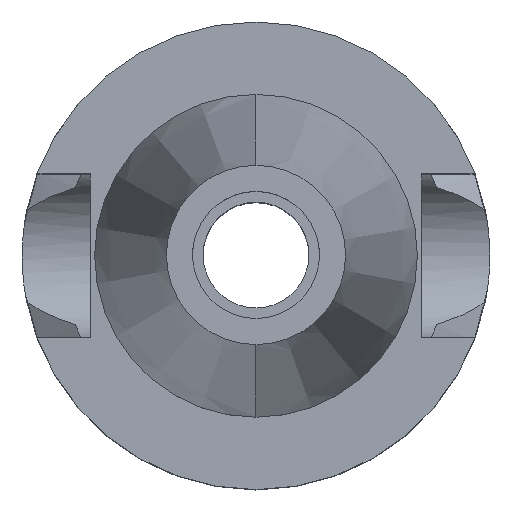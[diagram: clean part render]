
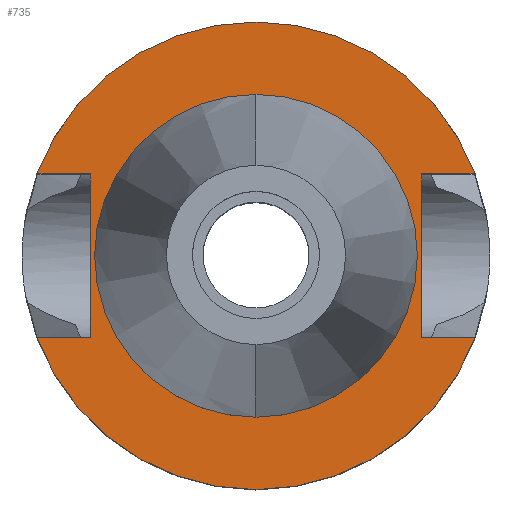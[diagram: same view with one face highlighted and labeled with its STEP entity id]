
A CAD part, top view. The second image highlights one B-rep face of the part: STEP entity #735.
In plain terms, the highlighted planar face has unit normal (0, 0, 1).
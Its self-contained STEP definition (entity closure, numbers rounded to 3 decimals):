
#45 = VERTEX_POINT ( 'NONE', #2918 ) ;
#54 = CIRCLE ( 'NONE', #1827, 15.875 ) ;
#76 = VERTEX_POINT ( 'NONE', #2884 ) ;
#109 = DIRECTION ( 'NONE',  ( 1., 0., 0. ) ) ;
#129 = CIRCLE ( 'NONE', #2830, 23. ) ;
#158 = DIRECTION ( 'NONE',  ( 0., 1., 0. ) ) ;
#201 = DIRECTION ( 'NONE',  ( 0., 0., 1. ) ) ;
#231 = VECTOR ( 'NONE', #109, 1000. ) ;
#260 = DIRECTION ( 'NONE',  ( 1., 0., 0. ) ) ;
#346 = CIRCLE ( 'NONE', #2852, 23. ) ;
#374 = EDGE_CURVE ( 'NONE', #1906, #76, #2836, .T. ) ;
#408 = ORIENTED_EDGE ( 'NONE', *, *, #805, .F. ) ;
#426 = EDGE_LOOP ( 'NONE', ( #1471, #1061, #1080, #1041, #1605, #408, #2266, #1263 ) ) ;
#440 = CARTESIAN_POINT ( 'NONE',  ( -16.3, -8.05, -1. ) ) ;
#443 = VECTOR ( 'NONE', #2686, 1000. ) ;
#459 = FACE_OUTER_BOUND ( 'NONE', #426, .T. ) ;
#592 = VECTOR ( 'NONE', #2120, 1000. ) ;
#701 = CARTESIAN_POINT ( 'NONE',  ( -16.3, 8.05, -1. ) ) ;
#735 = ADVANCED_FACE ( 'NONE', ( #459, #2763 ), #2515, .F. ) ;
#757 = DIRECTION ( 'NONE',  ( 0., 1., 0. ) ) ;
#788 = EDGE_CURVE ( 'NONE', #1615, #2810, #54, .T. ) ;
#805 = EDGE_CURVE ( 'NONE', #76, #2873, #346, .T. ) ;
#844 = EDGE_CURVE ( 'NONE', #1315, #1906, #1349, .T. ) ;
#912 = DIRECTION ( 'NONE',  ( 0., -1., 0. ) ) ;
#1031 = CARTESIAN_POINT ( 'NONE',  ( 0., 15.875, -1. ) ) ;
#1041 = ORIENTED_EDGE ( 'NONE', *, *, #1527, .F. ) ;
#1056 = CARTESIAN_POINT ( 'NONE',  ( 21.545, 8.05, -1. ) ) ;
#1061 = ORIENTED_EDGE ( 'NONE', *, *, #2665, .F. ) ;
#1066 = CIRCLE ( 'NONE', #2430, 15.875 ) ;
#1069 = EDGE_CURVE ( 'NONE', #1315, #2204, #1542, .T. ) ;
#1080 = ORIENTED_EDGE ( 'NONE', *, *, #2792, .F. ) ;
#1118 = CARTESIAN_POINT ( 'NONE',  ( 0., 0., -1. ) ) ;
#1131 = DIRECTION ( 'NONE',  ( 0., 0., -1. ) ) ;
#1177 = EDGE_LOOP ( 'NONE', ( #1721, #1390 ) ) ;
#1257 = LINE ( 'NONE', #2609, #1358 ) ;
#1263 = ORIENTED_EDGE ( 'NONE', *, *, #844, .F. ) ;
#1315 = VERTEX_POINT ( 'NONE', #440 ) ;
#1349 = LINE ( 'NONE', #1682, #2119 ) ;
#1358 = VECTOR ( 'NONE', #260, 1000. ) ;
#1390 = ORIENTED_EDGE ( 'NONE', *, *, #788, .F. ) ;
#1398 = CARTESIAN_POINT ( 'NONE',  ( 0., 0., -1. ) ) ;
#1471 = ORIENTED_EDGE ( 'NONE', *, *, #1069, .T. ) ;
#1527 = EDGE_CURVE ( 'NONE', #45, #2016, #1932, .T. ) ;
#1542 = LINE ( 'NONE', #1985, #443 ) ;
#1577 = CARTESIAN_POINT ( 'NONE',  ( 0., 0., -1. ) ) ;
#1605 = ORIENTED_EDGE ( 'NONE', *, *, #1616, .T. ) ;
#1615 = VERTEX_POINT ( 'NONE', #2657 ) ;
#1616 = EDGE_CURVE ( 'NONE', #45, #2873, #1257, .T. ) ;
#1641 = DIRECTION ( 'NONE',  ( 0., -1., 0. ) ) ;
#1682 = CARTESIAN_POINT ( 'NONE',  ( -16.3, -8.05, -1. ) ) ;
#1721 = ORIENTED_EDGE ( 'NONE', *, *, #3026, .F. ) ;
#1799 = CARTESIAN_POINT ( 'NONE',  ( 16.3, -8.05, -1. ) ) ;
#1814 = DIRECTION ( 'NONE',  ( 0., 0., 1. ) ) ;
#1827 = AXIS2_PLACEMENT_3D ( 'NONE', #1577, #201, #2291 ) ;
#1868 = DIRECTION ( 'NONE',  ( 0., 0., -1. ) ) ;
#1906 = VERTEX_POINT ( 'NONE', #2418 ) ;
#1932 = LINE ( 'NONE', #2612, #1938 ) ;
#1938 = VECTOR ( 'NONE', #2170, 1000. ) ;
#1947 = CARTESIAN_POINT ( 'NONE',  ( 16.3, -8.05, -1. ) ) ;
#1985 = CARTESIAN_POINT ( 'NONE',  ( -16.3, -8.05, -1. ) ) ;
#2016 = VERTEX_POINT ( 'NONE', #1799 ) ;
#2096 = CARTESIAN_POINT ( 'NONE',  ( 0., 0., -1. ) ) ;
#2119 = VECTOR ( 'NONE', #757, 1000. ) ;
#2120 = DIRECTION ( 'NONE',  ( -1., 0., 0. ) ) ;
#2170 = DIRECTION ( 'NONE',  ( 0., -1., 0. ) ) ;
#2204 = VERTEX_POINT ( 'NONE', #2862 ) ;
#2214 = AXIS2_PLACEMENT_3D ( 'NONE', #2551, #1131, #912 ) ;
#2266 = ORIENTED_EDGE ( 'NONE', *, *, #374, .F. ) ;
#2291 = DIRECTION ( 'NONE',  ( 0., -1., 0. ) ) ;
#2418 = CARTESIAN_POINT ( 'NONE',  ( -16.3, 8.05, -1. ) ) ;
#2430 = AXIS2_PLACEMENT_3D ( 'NONE', #1118, #1814, #158 ) ;
#2450 = LINE ( 'NONE', #1947, #231 ) ;
#2476 = CARTESIAN_POINT ( 'NONE',  ( 21.545, -8.05, -1. ) ) ;
#2515 = PLANE ( 'NONE',  #2214 ) ;
#2551 = CARTESIAN_POINT ( 'NONE',  ( 0., 0., -1. ) ) ;
#2602 = DIRECTION ( 'NONE',  ( 0., 0., -1. ) ) ;
#2609 = CARTESIAN_POINT ( 'NONE',  ( 16.3, 8.05, -1. ) ) ;
#2612 = CARTESIAN_POINT ( 'NONE',  ( 16.3, 8.05, -1. ) ) ;
#2657 = CARTESIAN_POINT ( 'NONE',  ( 0., -15.875, -1. ) ) ;
#2665 = EDGE_CURVE ( 'NONE', #2967, #2204, #129, .T. ) ;
#2686 = DIRECTION ( 'NONE',  ( -1., 0., 0. ) ) ;
#2763 = FACE_BOUND ( 'NONE', #1177, .T. ) ;
#2792 = EDGE_CURVE ( 'NONE', #2016, #2967, #2450, .T. ) ;
#2796 = DIRECTION ( 'NONE',  ( 0., 1., 0. ) ) ;
#2810 = VERTEX_POINT ( 'NONE', #1031 ) ;
#2830 = AXIS2_PLACEMENT_3D ( 'NONE', #1398, #2602, #1641 ) ;
#2836 = LINE ( 'NONE', #701, #592 ) ;
#2852 = AXIS2_PLACEMENT_3D ( 'NONE', #2096, #1868, #2796 ) ;
#2862 = CARTESIAN_POINT ( 'NONE',  ( -21.545, -8.05, -1. ) ) ;
#2873 = VERTEX_POINT ( 'NONE', #1056 ) ;
#2884 = CARTESIAN_POINT ( 'NONE',  ( -21.545, 8.05, -1. ) ) ;
#2918 = CARTESIAN_POINT ( 'NONE',  ( 16.3, 8.05, -1. ) ) ;
#2967 = VERTEX_POINT ( 'NONE', #2476 ) ;
#3026 = EDGE_CURVE ( 'NONE', #2810, #1615, #1066, .T. ) ;
